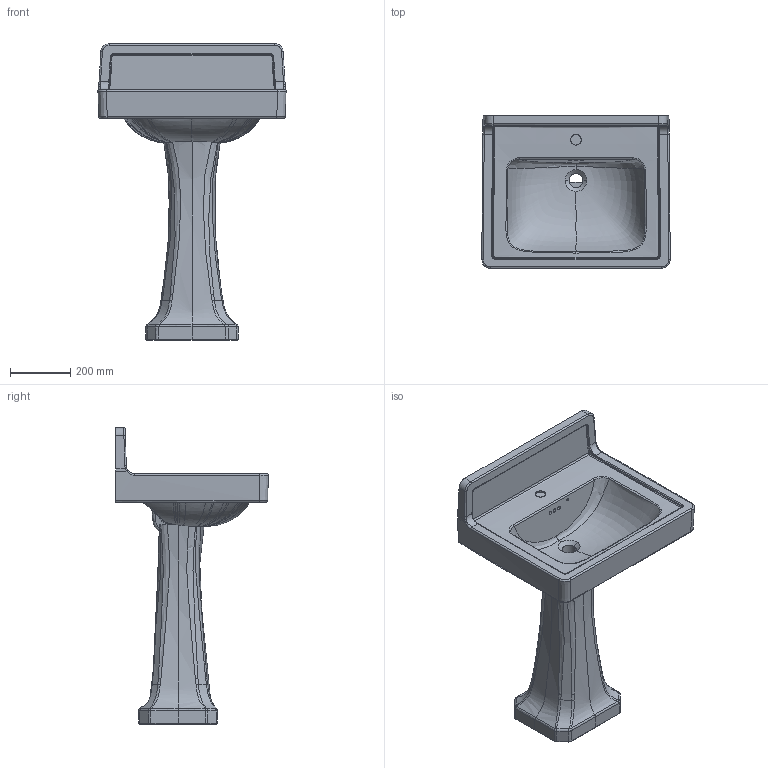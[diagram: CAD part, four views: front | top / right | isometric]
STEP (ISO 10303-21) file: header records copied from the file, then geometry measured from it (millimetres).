
FILE_DESCRIPTION(/* description */ (''),/* implementation_level */ '2;1');
FILE_NAME(/* name */ 'LPY786A+PY384A',/* time_stamp */ '2022-05-12T17:38:58+08:00',/* author */ (''),/* organization */ (''),/* preprocessor_version */ 'ST-DEVELOPER v15',/* originating_system */ '',/* authorisation */ '');
FILE_SCHEMA (('AUTOMOTIVE_DESIGN'));
Length unit declared in the file: millimetre
Products named in the file (1): Document
Bounding box: 623.48 x 506.4 x 981.6 mm (x, y, z)
Surface area: 1838733.9 mm2 (no closed solid volume)
Topology: 0 solids, 3 shells, 401 faces, 1047 edges, 597 vertices
Faces by surface type: bspline 363, plane 38
Entity records: 76959 total; most frequent: CARTESIAN_POINT 71248, ORIENTED_EDGE 1959, EDGE_CURVE 1045, B_SPLINE_CURVE_WITH_KNOTS 643, VERTEX_POINT 597, EDGE_LOOP 411, ADVANCED_FACE 401, FACE_OUTER_BOUND 401
